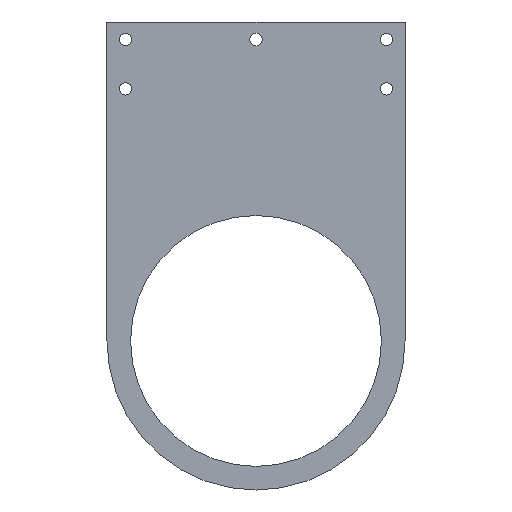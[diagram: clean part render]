
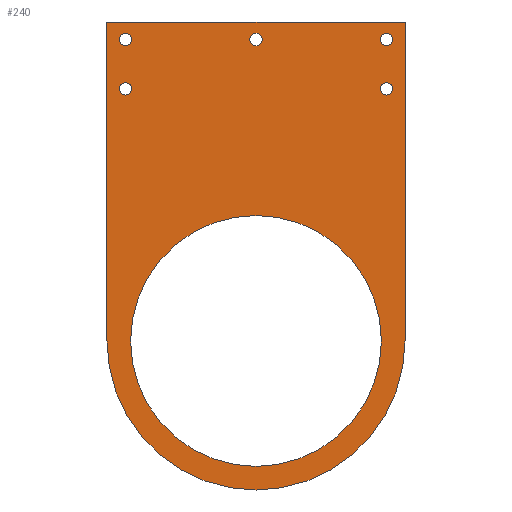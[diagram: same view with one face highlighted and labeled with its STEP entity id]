
A CAD part, front view. The second image highlights one B-rep face of the part: STEP entity #240.
In plain terms, the highlighted planar face has unit normal (0, -1, 0).
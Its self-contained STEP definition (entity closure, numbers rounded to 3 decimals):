
#21=FACE_BOUND('',#76,.T.);
#22=FACE_BOUND('',#77,.T.);
#23=FACE_BOUND('',#78,.T.);
#24=FACE_BOUND('',#79,.T.);
#25=FACE_BOUND('',#80,.T.);
#26=FACE_BOUND('',#81,.T.);
#28=CIRCLE('',#260,2.5);
#29=CIRCLE('',#262,2.5);
#31=CIRCLE('',#265,2.5);
#33=CIRCLE('',#268,2.5);
#35=CIRCLE('',#271,2.5);
#39=CIRCLE('',#278,60.);
#40=CIRCLE('',#280,50.5);
#57=FACE_OUTER_BOUND('',#75,.T.);
#75=EDGE_LOOP('',(#208,#209,#210,#211));
#76=EDGE_LOOP('',(#212));
#77=EDGE_LOOP('',(#213));
#78=EDGE_LOOP('',(#214));
#79=EDGE_LOOP('',(#215));
#80=EDGE_LOOP('',(#216));
#81=EDGE_LOOP('',(#217));
#86=LINE('',#361,#102);
#96=LINE('',#404,#112);
#98=LINE('',#410,#114);
#102=VECTOR('',#289,10.);
#112=VECTOR('',#337,10.);
#114=VECTOR('',#345,10.);
#118=VERTEX_POINT('',#358);
#119=VERTEX_POINT('',#360);
#121=VERTEX_POINT('',#366);
#122=VERTEX_POINT('',#370);
#124=VERTEX_POINT('',#376);
#126=VERTEX_POINT('',#382);
#128=VERTEX_POINT('',#388);
#133=VERTEX_POINT('',#402);
#134=VERTEX_POINT('',#406);
#135=VERTEX_POINT('',#411);
#138=EDGE_CURVE('',#118,#119,#86,.T.);
#142=EDGE_CURVE('',#121,#121,#28,.T.);
#143=EDGE_CURVE('',#122,#122,#29,.T.);
#146=EDGE_CURVE('',#124,#124,#31,.T.);
#149=EDGE_CURVE('',#126,#126,#33,.T.);
#152=EDGE_CURVE('',#128,#128,#35,.T.);
#160=EDGE_CURVE('',#118,#133,#96,.T.);
#162=EDGE_CURVE('',#133,#134,#39,.T.);
#163=EDGE_CURVE('',#134,#119,#98,.T.);
#164=EDGE_CURVE('',#135,#135,#40,.T.);
#208=ORIENTED_EDGE('',*,*,#160,.T.);
#209=ORIENTED_EDGE('',*,*,#162,.T.);
#210=ORIENTED_EDGE('',*,*,#163,.T.);
#211=ORIENTED_EDGE('',*,*,#138,.F.);
#212=ORIENTED_EDGE('',*,*,#142,.T.);
#213=ORIENTED_EDGE('',*,*,#143,.T.);
#214=ORIENTED_EDGE('',*,*,#146,.T.);
#215=ORIENTED_EDGE('',*,*,#149,.T.);
#216=ORIENTED_EDGE('',*,*,#152,.T.);
#217=ORIENTED_EDGE('',*,*,#164,.T.);
#229=PLANE('',#279);
#240=ADVANCED_FACE('',(#57,#21,#22,#23,#24,#25,#26),#229,.T.);
#260=AXIS2_PLACEMENT_3D('',#368,#296,#297);
#262=AXIS2_PLACEMENT_3D('',#371,#300,#301);
#265=AXIS2_PLACEMENT_3D('',#377,#307,#308);
#268=AXIS2_PLACEMENT_3D('',#383,#314,#315);
#271=AXIS2_PLACEMENT_3D('',#389,#321,#322);
#278=AXIS2_PLACEMENT_3D('',#408,#341,#342);
#279=AXIS2_PLACEMENT_3D('',#409,#343,#344);
#280=AXIS2_PLACEMENT_3D('',#412,#346,#347);
#289=DIRECTION('',(1.,0.,0.));
#296=DIRECTION('center_axis',(0.,1.,0.));
#297=DIRECTION('ref_axis',(-1.,0.,0.));
#300=DIRECTION('center_axis',(0.,1.,0.));
#301=DIRECTION('ref_axis',(1.,0.,0.));
#307=DIRECTION('center_axis',(0.,1.,0.));
#308=DIRECTION('ref_axis',(1.,0.,0.));
#314=DIRECTION('center_axis',(0.,1.,0.));
#315=DIRECTION('ref_axis',(1.,0.,0.));
#321=DIRECTION('center_axis',(0.,1.,0.));
#322=DIRECTION('ref_axis',(1.,0.,0.));
#337=DIRECTION('',(0.,0.,-1.));
#341=DIRECTION('center_axis',(0.,-1.,0.));
#342=DIRECTION('ref_axis',(-1.,0.,0.));
#343=DIRECTION('center_axis',(0.,-1.,0.));
#344=DIRECTION('ref_axis',(1.,0.,0.));
#345=DIRECTION('',(0.,0.,1.));
#346=DIRECTION('center_axis',(0.,1.,0.));
#347=DIRECTION('ref_axis',(1.,0.,0.));
#358=CARTESIAN_POINT('',(-60.,79.6,128.4));
#360=CARTESIAN_POINT('',(60.,79.6,128.4));
#361=CARTESIAN_POINT('',(-0.005,79.6,128.4));
#366=CARTESIAN_POINT('',(2.5,79.6,121.4));
#368=CARTESIAN_POINT('Origin',(0.,79.6,121.4));
#370=CARTESIAN_POINT('',(50.,79.6,121.4));
#371=CARTESIAN_POINT('Origin',(52.5,79.6,121.4));
#376=CARTESIAN_POINT('',(-55.,79.6,101.484));
#377=CARTESIAN_POINT('Origin',(-52.5,79.6,101.484));
#382=CARTESIAN_POINT('',(50.,79.6,101.484));
#383=CARTESIAN_POINT('Origin',(52.5,79.6,101.484));
#388=CARTESIAN_POINT('',(-55.,79.6,121.4));
#389=CARTESIAN_POINT('Origin',(-52.5,79.6,121.4));
#402=CARTESIAN_POINT('',(-60.,79.6,0.));
#404=CARTESIAN_POINT('',(-60.,79.6,123.4));
#406=CARTESIAN_POINT('',(60.,79.6,0.));
#408=CARTESIAN_POINT('Origin',(0.,79.6,0.));
#409=CARTESIAN_POINT('Origin',(0.,79.6,31.7));
#410=CARTESIAN_POINT('',(60.,79.6,99.4));
#411=CARTESIAN_POINT('',(-50.5,79.6,0.));
#412=CARTESIAN_POINT('Origin',(0.,79.6,0.));
